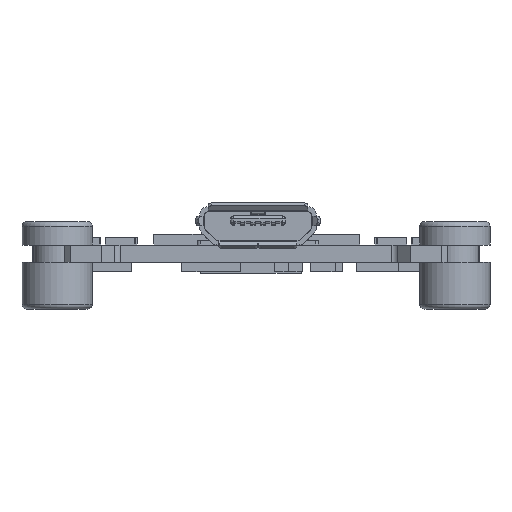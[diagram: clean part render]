
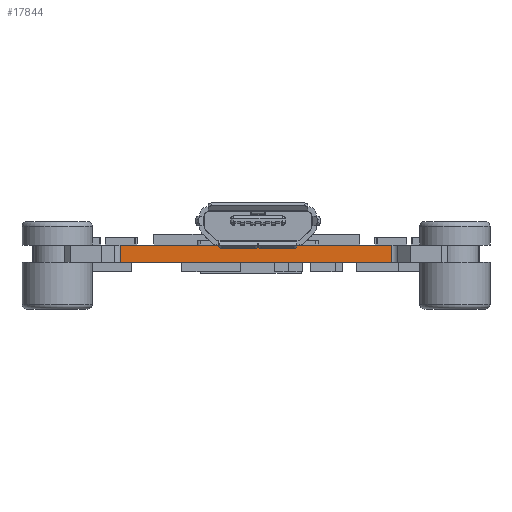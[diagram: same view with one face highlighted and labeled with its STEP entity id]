
A CAD part, left-side view. The second image highlights one B-rep face of the part: STEP entity #17844.
In plain terms, the highlighted planar face has unit normal (-1, 0, 0).
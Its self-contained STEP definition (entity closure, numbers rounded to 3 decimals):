
#1216=FACE_OUTER_BOUND('',#2235,.T.);
#2235=EDGE_LOOP('',(#14112,#14113,#14114,#14115));
#3019=LINE('',#25066,#5254);
#3176=LINE('',#25398,#5411);
#4002=LINE('',#27165,#6237);
#4003=LINE('',#27166,#6238);
#5254=VECTOR('',#20149,10.);
#5411=VECTOR('',#20336,10.);
#6237=VECTOR('',#22024,10.);
#6238=VECTOR('',#22025,10.);
#7400=VERTEX_POINT('',#25063);
#7401=VERTEX_POINT('',#25065);
#7560=VERTEX_POINT('',#25395);
#7561=VERTEX_POINT('',#25397);
#9183=EDGE_CURVE('',#7400,#7401,#3019,.F.);
#9349=EDGE_CURVE('',#7560,#7561,#3176,.T.);
#10209=EDGE_CURVE('',#7561,#7400,#4002,.T.);
#10210=EDGE_CURVE('',#7560,#7401,#4003,.T.);
#14112=ORIENTED_EDGE('',*,*,#9183,.F.);
#14113=ORIENTED_EDGE('',*,*,#10209,.F.);
#14114=ORIENTED_EDGE('',*,*,#9349,.F.);
#14115=ORIENTED_EDGE('',*,*,#10210,.T.);
#17034=PLANE('',#18866);
#17844=ADVANCED_FACE('',(#1216),#17034,.T.);
#18866=AXIS2_PLACEMENT_3D('',#27164,#22022,#22023);
#20149=DIRECTION('',(0.,-1.,0.));
#20336=DIRECTION('',(0.,-1.,0.));
#22022=DIRECTION('center_axis',(-1.,0.,0.));
#22023=DIRECTION('ref_axis',(0.,-1.,0.));
#22024=DIRECTION('',(0.,0.,-1.));
#22025=DIRECTION('',(0.,0.,-1.));
#25063=CARTESIAN_POINT('',(-13.5,-8.712,0.5));
#25065=CARTESIAN_POINT('',(-13.5,8.712,0.5));
#25066=CARTESIAN_POINT('',(-13.5,3.75,0.5));
#25395=CARTESIAN_POINT('',(-13.5,8.712,1.6));
#25397=CARTESIAN_POINT('',(-13.5,-8.712,1.6));
#25398=CARTESIAN_POINT('',(-13.5,4.356,1.6));
#27164=CARTESIAN_POINT('Origin',(-13.5,7.5,0.));
#27165=CARTESIAN_POINT('',(-13.5,-8.712,1.6));
#27166=CARTESIAN_POINT('',(-13.5,8.712,1.6));
